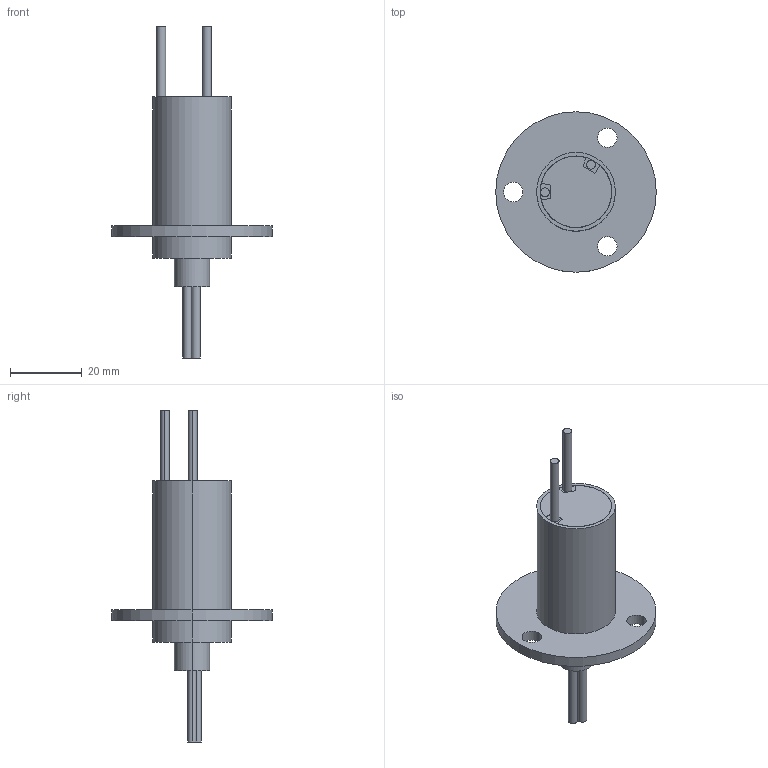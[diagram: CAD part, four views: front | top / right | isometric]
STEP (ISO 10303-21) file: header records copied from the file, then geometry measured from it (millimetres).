
FILE_DESCRIPTION(/* description */ (''),/* implementation_level */ '2;1');
FILE_NAME(/* name */ '',/* time_stamp */ '2020-07-20T15:28:17+08:00',/* author */ (''),/* organization */ (''),/* preprocessor_version */ 'ST-DEVELOPER v15',/* originating_system */ 'SIEMENS PLM Software NX 8.5',/* authorisation */ '');
FILE_SCHEMA (('AUTOMOTIVE_DESIGN { 1 0 10303 214 3 1 1 1 }'));
Length unit declared in the file: millimetre
Products named in the file (1): Admi41D825DBra7z
Bounding box: 44.8 x 44.8 x 92.7 mm (x, y, z)
Volume: 21479.5 mm3; surface area: 7624.9 mm2
Topology: 1 solids, 1 shells, 51 faces, 114 edges, 76 vertices
Faces by surface type: cylinder 30, plane 21
Entity records: 1496 total; most frequent: DIRECTION 282, CARTESIAN_POINT 242, ORIENTED_EDGE 228, AXIS2_PLACEMENT_3D 116, EDGE_CURVE 114, VERTEX_POINT 76, EDGE_LOOP 68, CIRCLE 64
